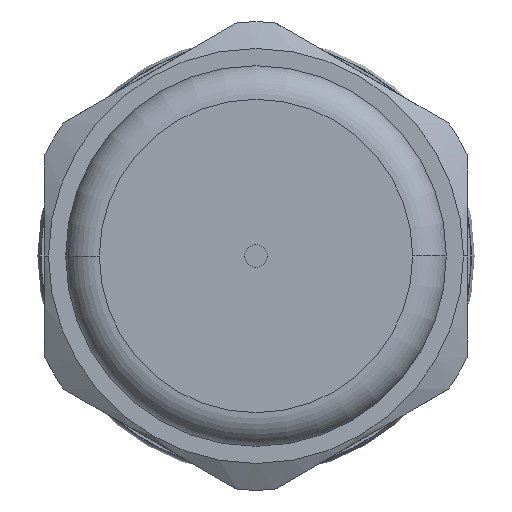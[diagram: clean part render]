
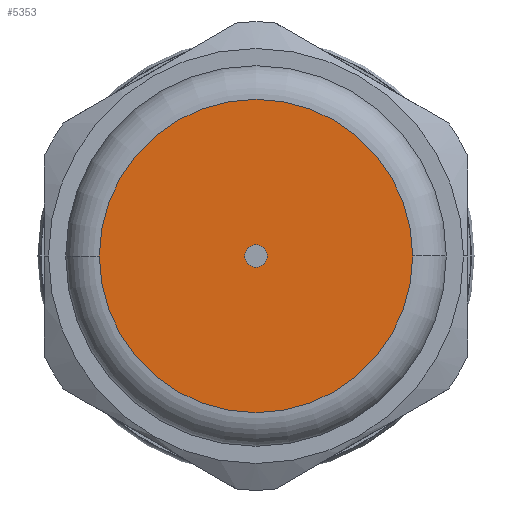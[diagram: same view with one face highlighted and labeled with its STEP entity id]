
A CAD part, left-side view. The second image highlights one B-rep face of the part: STEP entity #5353.
In plain terms, the highlighted planar face has unit normal (-1, 0, 0).
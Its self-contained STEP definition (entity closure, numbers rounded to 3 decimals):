
#141 = CARTESIAN_POINT ( 'NONE',  ( -69.893, 0.6, 0. ) ) ;
#210 = CIRCLE ( 'NONE', #522, 0.6 ) ;
#395 = CARTESIAN_POINT ( 'NONE',  ( -69.893, -8.23, 0. ) ) ;
#522 = AXIS2_PLACEMENT_3D ( 'NONE', #5013, #1534, #5076 ) ;
#747 = EDGE_LOOP ( 'NONE', ( #8146, #8494 ) ) ;
#1534 = DIRECTION ( 'NONE',  ( 1., 0., 0. ) ) ;
#1835 = EDGE_CURVE ( 'NONE', #7348, #5978, #6116, .T. ) ;
#1902 = EDGE_CURVE ( 'NONE', #7571, #5547, #8372, .T. ) ;
#2248 = CARTESIAN_POINT ( 'NONE',  ( -69.893, 8.23, 0. ) ) ;
#2267 = DIRECTION ( 'NONE',  ( -1., 0., 0. ) ) ;
#2494 = FACE_BOUND ( 'NONE', #747, .T. ) ;
#3074 = ORIENTED_EDGE ( 'NONE', *, *, #5604, .F. ) ;
#4105 = DIRECTION ( 'NONE',  ( 1., 0., 0. ) ) ;
#4922 = DIRECTION ( 'NONE',  ( 0., 1., 0. ) ) ;
#5013 = CARTESIAN_POINT ( 'NONE',  ( -69.893, 0., 0. ) ) ;
#5076 = DIRECTION ( 'NONE',  ( 0., 1., 0. ) ) ;
#5353 = ADVANCED_FACE ( 'NONE', ( #2494, #8559 ), #6496, .T. ) ;
#5547 = VERTEX_POINT ( 'NONE', #2248 ) ;
#5604 = EDGE_CURVE ( 'NONE', #5547, #7571, #9243, .T. ) ;
#5764 = CARTESIAN_POINT ( 'NONE',  ( -69.893, -0.6, 0. ) ) ;
#5978 = VERTEX_POINT ( 'NONE', #5764 ) ;
#6116 = CIRCLE ( 'NONE', #8065, 0.6 ) ;
#6364 = DIRECTION ( 'NONE',  ( 1., 0., 0. ) ) ;
#6496 = PLANE ( 'NONE',  #8029 ) ;
#6561 = CARTESIAN_POINT ( 'NONE',  ( -69.893, 0.6, 0. ) ) ;
#6682 = EDGE_LOOP ( 'NONE', ( #3074, #8917 ) ) ;
#7167 = DIRECTION ( 'NONE',  ( 0., -1., 0. ) ) ;
#7348 = VERTEX_POINT ( 'NONE', #141 ) ;
#7571 = VERTEX_POINT ( 'NONE', #395 ) ;
#7745 = CARTESIAN_POINT ( 'NONE',  ( -69.893, 0., 0. ) ) ;
#7866 = CARTESIAN_POINT ( 'NONE',  ( -69.893, 0., 0. ) ) ;
#7911 = AXIS2_PLACEMENT_3D ( 'NONE', #7866, #8688, #8590 ) ;
#8029 = AXIS2_PLACEMENT_3D ( 'NONE', #6561, #2267, #7167 ) ;
#8065 = AXIS2_PLACEMENT_3D ( 'NONE', #7745, #4105, #9147 ) ;
#8146 = ORIENTED_EDGE ( 'NONE', *, *, #1835, .T. ) ;
#8235 = AXIS2_PLACEMENT_3D ( 'NONE', #9305, #6364, #4922 ) ;
#8369 = EDGE_CURVE ( 'NONE', #5978, #7348, #210, .T. ) ;
#8372 = CIRCLE ( 'NONE', #8235, 8.23 ) ;
#8494 = ORIENTED_EDGE ( 'NONE', *, *, #8369, .T. ) ;
#8559 = FACE_OUTER_BOUND ( 'NONE', #6682, .T. ) ;
#8590 = DIRECTION ( 'NONE',  ( 0., 1., 0. ) ) ;
#8688 = DIRECTION ( 'NONE',  ( 1., 0., 0. ) ) ;
#8917 = ORIENTED_EDGE ( 'NONE', *, *, #1902, .F. ) ;
#9147 = DIRECTION ( 'NONE',  ( 0., 1., 0. ) ) ;
#9243 = CIRCLE ( 'NONE', #7911, 8.23 ) ;
#9305 = CARTESIAN_POINT ( 'NONE',  ( -69.893, 0., 0. ) ) ;
